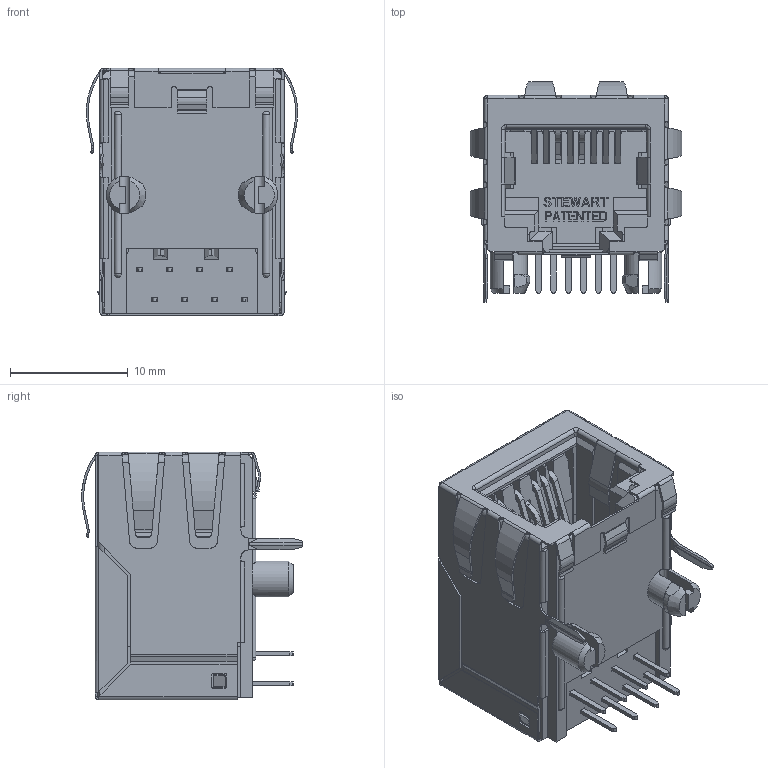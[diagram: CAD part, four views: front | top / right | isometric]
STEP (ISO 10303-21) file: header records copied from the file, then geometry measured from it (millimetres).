
FILE_DESCRIPTION(/* description */ ('STEP AP214'),/* implementation_level */ '2;1');
FILE_NAME(/* name */ 'SS-7188S-A-PG4-1-BA',/* time_stamp */ '2022-07-08T03:59:56+02:00',/* author */ ('License CC BY-ND 4.0'),/* organization */ ('CADENAS'),/* preprocessor_version */ 'ST-DEVELOPER v18.102',/* originating_system */ 'PARTsolutions',/* authorisation */ ' ');
FILE_SCHEMA (('AUTOMOTIVE_DESIGN {1 0 10303 214 3 1 1}'));
Products named in the file (5): SS-7188S-A-PG4-1-BA; SS-7188S-A-PG4-1-BA_PART4; SS-7188S-A-PG4-1-BA_PART3; SS-7188S-A-PG4-1-BA_PART2; SS-7188S-A-PG4-1-BA_PART1
Assembly tree (4 placements, depth 2):
  SS-7188S-A-PG4-1-BA
    SS-7188S-A-PG4-1-BA_PART4
    SS-7188S-A-PG4-1-BA_PART3
    SS-7188S-A-PG4-1-BA_PART2
    SS-7188S-A-PG4-1-BA_PART1
Bounding box: 17.96 x 18.73 x 21.03 mm (x, y, z)
Volume: 2381.3 mm3; surface area: 6337.6 mm2
Topology: 1 solids, 428 shells, 1716 faces, 5973 edges, 4613 vertices
Faces by surface type: plane 1205, cylinder 345, bspline 148, cone 12, torus 4, sphere 2
Entity records: 68230 total; most frequent: CARTESIAN_POINT 22673, ORIENTED_EDGE 9512, DIRECTION 6802, EDGE_CURVE 5969, VERTEX_POINT 4613, B_SPLINE_CURVE_WITH_KNOTS 2757, LINE 2752, VECTOR 2752
